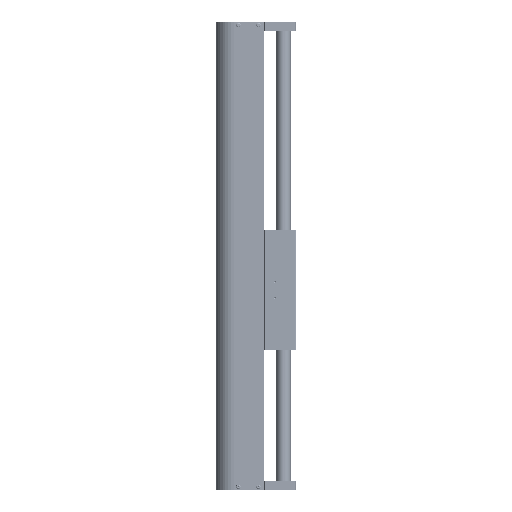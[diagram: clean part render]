
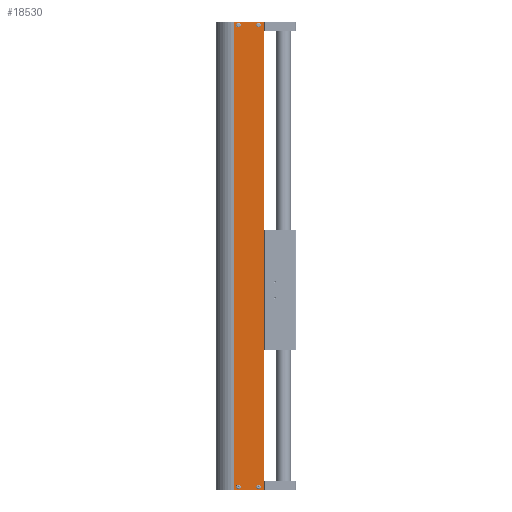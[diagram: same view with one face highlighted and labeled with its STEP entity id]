
A CAD part, left-side view. The second image highlights one B-rep face of the part: STEP entity #18530.
In plain terms, the highlighted face is planar.
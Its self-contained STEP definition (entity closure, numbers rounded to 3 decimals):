
#5498 = EDGE_CURVE ( 'NONE', #74166, #18988, #161955, .T. ) ;
#7038 = CIRCLE ( 'NONE', #176049, 2.4 ) ;
#12155 = DIRECTION ( 'NONE',  ( 0., 0., 1. ) ) ;
#15680 = EDGE_CURVE ( 'NONE', #128996, #88113, #17480, .T. ) ;
#16200 = CARTESIAN_POINT ( 'NONE',  ( -32., -42., 7.4 ) ) ;
#16499 = CARTESIAN_POINT ( 'NONE',  ( -32., 0., 817. ) ) ;
#17480 = LINE ( 'NONE', #126769, #163262 ) ;
#17704 = EDGE_LOOP ( 'NONE', ( #38155 ) ) ;
#17815 = VERTEX_POINT ( 'NONE', #136448 ) ;
#18530 = ADVANCED_FACE ( 'NONE', ( #136986, #94932, #82305, #149597, #110963 ), #177371, .F. ) ;
#18988 = VERTEX_POINT ( 'NONE', #75466 ) ;
#19680 = EDGE_CURVE ( 'NONE', #54236, #54236, #28171, .T. ) ;
#21849 = EDGE_LOOP ( 'NONE', ( #41649 ) ) ;
#22073 = ORIENTED_EDGE ( 'NONE', *, *, #5498, .F. ) ;
#25244 = EDGE_LOOP ( 'NONE', ( #101718 ) ) ;
#28171 = CIRCLE ( 'NONE', #74027, 2.4 ) ;
#31346 = CARTESIAN_POINT ( 'NONE',  ( -32., -42., 5. ) ) ;
#33131 = EDGE_CURVE ( 'NONE', #17815, #17815, #171402, .T. ) ;
#35111 = AXIS2_PLACEMENT_3D ( 'NONE', #97570, #123496, #83194 ) ;
#35398 = ORIENTED_EDGE ( 'NONE', *, *, #144513, .T. ) ;
#38155 = ORIENTED_EDGE ( 'NONE', *, *, #19680, .F. ) ;
#41649 = ORIENTED_EDGE ( 'NONE', *, *, #153540, .F. ) ;
#45262 = ORIENTED_EDGE ( 'NONE', *, *, #15680, .T. ) ;
#48254 = AXIS2_PLACEMENT_3D ( 'NONE', #168033, #115042, #154590 ) ;
#50404 = CIRCLE ( 'NONE', #56116, 2.4 ) ;
#50447 = LINE ( 'NONE', #160686, #98481 ) ;
#54236 = VERTEX_POINT ( 'NONE', #108910 ) ;
#55643 = DIRECTION ( 'NONE',  ( 0., 0., 1. ) ) ;
#56116 = AXIS2_PLACEMENT_3D ( 'NONE', #31346, #165040, #55643 ) ;
#58726 = DIRECTION ( 'NONE',  ( 0., -1., 0. ) ) ;
#59860 = CARTESIAN_POINT ( 'NONE',  ( -32., -7., 7.4 ) ) ;
#63910 = DIRECTION ( 'NONE',  ( 0., 0., -1. ) ) ;
#72206 = DIRECTION ( 'NONE',  ( -1., 0., 0. ) ) ;
#74027 = AXIS2_PLACEMENT_3D ( 'NONE', #98692, #165923, #86069 ) ;
#74114 = VECTOR ( 'NONE', #136756, 1000. ) ;
#74166 = VERTEX_POINT ( 'NONE', #16499 ) ;
#75466 = CARTESIAN_POINT ( 'NONE',  ( -32., -51.5, 817. ) ) ;
#82305 = FACE_BOUND ( 'NONE', #17704, .T. ) ;
#83194 = DIRECTION ( 'NONE',  ( 0., 1., 0. ) ) ;
#83505 = VECTOR ( 'NONE', #12155, 1000. ) ;
#83881 = DIRECTION ( 'NONE',  ( 0., 0., 1. ) ) ;
#86069 = DIRECTION ( 'NONE',  ( 0., 0., 1. ) ) ;
#88113 = VERTEX_POINT ( 'NONE', #162253 ) ;
#92922 = ORIENTED_EDGE ( 'NONE', *, *, #95840, .T. ) ;
#93751 = CARTESIAN_POINT ( 'NONE',  ( -32., -51.5, 817. ) ) ;
#94932 = FACE_OUTER_BOUND ( 'NONE', #128824, .T. ) ;
#95840 = EDGE_CURVE ( 'NONE', #88113, #18988, #136678, .T. ) ;
#97570 = CARTESIAN_POINT ( 'NONE',  ( -32., 0., 817. ) ) ;
#98481 = VECTOR ( 'NONE', #63910, 1000. ) ;
#98692 = CARTESIAN_POINT ( 'NONE',  ( -32., -42., 812. ) ) ;
#101718 = ORIENTED_EDGE ( 'NONE', *, *, #172758, .F. ) ;
#108910 = CARTESIAN_POINT ( 'NONE',  ( -32., -42., 814.4 ) ) ;
#110963 = FACE_BOUND ( 'NONE', #25244, .T. ) ;
#115042 = DIRECTION ( 'NONE',  ( -1., 0., 0. ) ) ;
#119820 = CARTESIAN_POINT ( 'NONE',  ( -32., 0., 0. ) ) ;
#123292 = EDGE_LOOP ( 'NONE', ( #173203 ) ) ;
#123496 = DIRECTION ( 'NONE',  ( 1., 0., 0. ) ) ;
#125921 = CARTESIAN_POINT ( 'NONE',  ( -32., -7., 5. ) ) ;
#126769 = CARTESIAN_POINT ( 'NONE',  ( -32., 0., 0. ) ) ;
#127229 = VERTEX_POINT ( 'NONE', #16200 ) ;
#128824 = EDGE_LOOP ( 'NONE', ( #45262, #92922, #22073, #35398 ) ) ;
#128996 = VERTEX_POINT ( 'NONE', #119820 ) ;
#136448 = CARTESIAN_POINT ( 'NONE',  ( -32., -7., 814.4 ) ) ;
#136678 = LINE ( 'NONE', #93751, #83505 ) ;
#136756 = DIRECTION ( 'NONE',  ( 0., -1., 0. ) ) ;
#136986 = FACE_BOUND ( 'NONE', #21849, .T. ) ;
#144513 = EDGE_CURVE ( 'NONE', #74166, #128996, #50447, .T. ) ;
#148454 = CARTESIAN_POINT ( 'NONE',  ( -32., 0., 817. ) ) ;
#149597 = FACE_BOUND ( 'NONE', #123292, .T. ) ;
#153540 = EDGE_CURVE ( 'NONE', #127229, #127229, #50404, .T. ) ;
#154590 = DIRECTION ( 'NONE',  ( 0., 0., 1. ) ) ;
#157578 = VERTEX_POINT ( 'NONE', #59860 ) ;
#160686 = CARTESIAN_POINT ( 'NONE',  ( -32., 0., 817. ) ) ;
#161955 = LINE ( 'NONE', #148454, #74114 ) ;
#162253 = CARTESIAN_POINT ( 'NONE',  ( -32., -51.5, 0. ) ) ;
#163262 = VECTOR ( 'NONE', #58726, 1000. ) ;
#165040 = DIRECTION ( 'NONE',  ( -1., 0., 0. ) ) ;
#165923 = DIRECTION ( 'NONE',  ( -1., 0., 0. ) ) ;
#168033 = CARTESIAN_POINT ( 'NONE',  ( -32., -7., 812. ) ) ;
#171402 = CIRCLE ( 'NONE', #48254, 2.4 ) ;
#172758 = EDGE_CURVE ( 'NONE', #157578, #157578, #7038, .T. ) ;
#173203 = ORIENTED_EDGE ( 'NONE', *, *, #33131, .F. ) ;
#176049 = AXIS2_PLACEMENT_3D ( 'NONE', #125921, #72206, #83881 ) ;
#177371 = PLANE ( 'NONE',  #35111 ) ;
